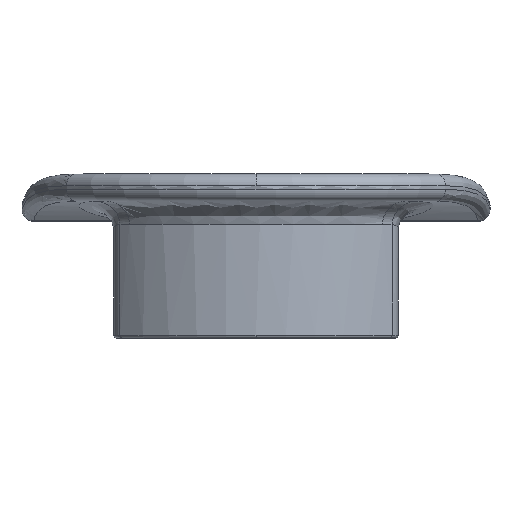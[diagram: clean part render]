
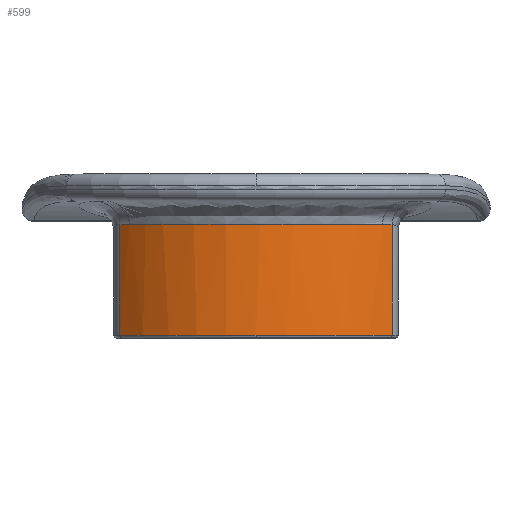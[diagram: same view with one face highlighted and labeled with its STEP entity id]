
A CAD part, top view. The second image highlights one B-rep face of the part: STEP entity #599.
In plain terms, the highlighted cylindrical face has radius 33 mm (diameter 66 mm), a partial arc.
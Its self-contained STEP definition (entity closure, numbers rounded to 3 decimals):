
#16 = CARTESIAN_POINT ( 'NONE',  ( 1.965, 19.4, 10.537 ) ) ;
#27 = CARTESIAN_POINT ( 'NONE',  ( -7.796, 19.4, 9.663 ) ) ;
#32 = AXIS2_PLACEMENT_3D ( 'NONE', #68, #694, #1023 ) ;
#45 = VERTEX_POINT ( 'NONE', #1377 ) ;
#49 = B_SPLINE_CURVE_WITH_KNOTS ( 'NONE', 3,
 ( #946, #1447, #653, #1294, #1882, #955, #1784, #2045, #16, #479, #1576, #27, #1092, #1565, #1939, #518, #782, #1428 ),
 .UNSPECIFIED., .F., .F.,
 ( 4, 2, 2, 2, 2, 2, 2, 2, 4 ),
 ( 0., 0.125, 0.25, 0.375, 0.5, 0.625, 0.75, 0.875, 1. ),
 .UNSPECIFIED. ) ;
#62 = EDGE_CURVE ( 'NONE', #45, #578, #282, .T. ) ;
#68 = CARTESIAN_POINT ( 'NONE',  ( 0., 28.002, -22.463 ) ) ;
#75 = CARTESIAN_POINT ( 'NONE',  ( 21.621, 19.4, 2.467 ) ) ;
#94 = EDGE_CURVE ( 'NONE', #786, #403, #49, .T. ) ;
#131 = VERTEX_POINT ( 'NONE', #188 ) ;
#154 = CARTESIAN_POINT ( 'NONE',  ( 0., 0.5, -22.463 ) ) ;
#163 = DIRECTION ( 'NONE',  ( 0., 0., 1. ) ) ;
#188 = CARTESIAN_POINT ( 'NONE',  ( -23.218, 19.374, 0.987 ) ) ;
#190 = CARTESIAN_POINT ( 'NONE',  ( -23.218, 19.374, 0.987 ) ) ;
#256 = DIRECTION ( 'NONE',  ( 0., 0., 1. ) ) ;
#262 = VECTOR ( 'NONE', #559, 1000. ) ;
#274 = CARTESIAN_POINT ( 'NONE',  ( 23.218, 28.002, 0.987 ) ) ;
#282 = CIRCLE ( 'NONE', #540, 33. ) ;
#290 = EDGE_CURVE ( 'NONE', #131, #45, #1680, .T. ) ;
#348 = EDGE_CURVE ( 'NONE', #1844, #389, #705, .T. ) ;
#386 = CARTESIAN_POINT ( 'NONE',  ( 22.188, 19.4, 1.975 ) ) ;
#389 = VERTEX_POINT ( 'NONE', #744 ) ;
#399 = CARTESIAN_POINT ( 'NONE',  ( 23.218, 19.373, 0.987 ) ) ;
#403 = VERTEX_POINT ( 'NONE', #1532 ) ;
#479 = CARTESIAN_POINT ( 'NONE',  ( -1.965, 19.4, 10.537 ) ) ;
#489 = ORIENTED_EDGE ( 'NONE', *, *, #290, .T. ) ;
#518 = CARTESIAN_POINT ( 'NONE',  ( -18.537, 19.4, 4.909 ) ) ;
#540 = AXIS2_PLACEMENT_3D ( 'NONE', #154, #796, #163 ) ;
#551 = DIRECTION ( 'NONE',  ( 0., -1., 0. ) ) ;
#559 = DIRECTION ( 'NONE',  ( 0., -1., 0. ) ) ;
#578 = VERTEX_POINT ( 'NONE', #1805 ) ;
#591 = CARTESIAN_POINT ( 'NONE',  ( 0., 0.5, -22.463 ) ) ;
#599 = ADVANCED_FACE ( 'NONE', ( #1477 ), #840, .T. ) ;
#612 = B_SPLINE_CURVE_WITH_KNOTS ( 'NONE', 3,
 ( #1304, #1922, #1431, #190 ),
 .UNSPECIFIED., .F., .F.,
 ( 4, 4 ),
 ( 0., 1. ),
 .UNSPECIFIED. ) ;
#653 = CARTESIAN_POINT ( 'NONE',  ( 18.537, 19.4, 4.909 ) ) ;
#694 = DIRECTION ( 'NONE',  ( 0., -1., 0. ) ) ;
#705 = LINE ( 'NONE', #274, #793 ) ;
#744 = CARTESIAN_POINT ( 'NONE',  ( 23.218, 0.5, 0.987 ) ) ;
#782 = CARTESIAN_POINT ( 'NONE',  ( -20.137, 19.4, 3.754 ) ) ;
#786 = VERTEX_POINT ( 'NONE', #75 ) ;
#793 = VECTOR ( 'NONE', #551, 1000. ) ;
#796 = DIRECTION ( 'NONE',  ( 0., 1., 0. ) ) ;
#840 = CYLINDRICAL_SURFACE ( 'NONE', #32, 33. ) ;
#859 = ORIENTED_EDGE ( 'NONE', *, *, #1751, .T. ) ;
#863 = CARTESIAN_POINT ( 'NONE',  ( 22.72, 19.391, 1.48 ) ) ;
#905 = EDGE_CURVE ( 'NONE', #578, #389, #2033, .T. ) ;
#946 = CARTESIAN_POINT ( 'NONE',  ( 21.621, 19.4, 2.467 ) ) ;
#955 = CARTESIAN_POINT ( 'NONE',  ( 9.698, 19.4, 9.141 ) ) ;
#970 = EDGE_LOOP ( 'NONE', ( #1031, #859, #489, #1886, #1615, #1495, #1053 ) ) ;
#1023 = DIRECTION ( 'NONE',  ( 0., 0., -1. ) ) ;
#1031 = ORIENTED_EDGE ( 'NONE', *, *, #94, .T. ) ;
#1053 = ORIENTED_EDGE ( 'NONE', *, *, #1359, .T. ) ;
#1092 = CARTESIAN_POINT ( 'NONE',  ( -9.698, 19.4, 9.141 ) ) ;
#1280 = AXIS2_PLACEMENT_3D ( 'NONE', #591, #1695, #256 ) ;
#1294 = CARTESIAN_POINT ( 'NONE',  ( 15.159, 19.4, 6.915 ) ) ;
#1304 = CARTESIAN_POINT ( 'NONE',  ( -21.621, 19.4, 2.467 ) ) ;
#1311 = CARTESIAN_POINT ( 'NONE',  ( 23.218, 19.373, 0.987 ) ) ;
#1359 = EDGE_CURVE ( 'NONE', #1844, #786, #1851, .T. ) ;
#1361 = CARTESIAN_POINT ( 'NONE',  ( -23.218, 28.002, 0.987 ) ) ;
#1377 = CARTESIAN_POINT ( 'NONE',  ( -23.218, 0.5, 0.987 ) ) ;
#1428 = CARTESIAN_POINT ( 'NONE',  ( -21.621, 19.4, 2.467 ) ) ;
#1431 = CARTESIAN_POINT ( 'NONE',  ( -22.72, 19.391, 1.48 ) ) ;
#1447 = CARTESIAN_POINT ( 'NONE',  ( 20.137, 19.4, 3.754 ) ) ;
#1477 = FACE_OUTER_BOUND ( 'NONE', #970, .T. ) ;
#1495 = ORIENTED_EDGE ( 'NONE', *, *, #348, .F. ) ;
#1532 = CARTESIAN_POINT ( 'NONE',  ( -21.621, 19.4, 2.467 ) ) ;
#1565 = CARTESIAN_POINT ( 'NONE',  ( -13.38, 19.4, 7.767 ) ) ;
#1576 = CARTESIAN_POINT ( 'NONE',  ( -3.929, 19.4, 10.361 ) ) ;
#1615 = ORIENTED_EDGE ( 'NONE', *, *, #905, .T. ) ;
#1640 = CARTESIAN_POINT ( 'NONE',  ( 21.621, 19.4, 2.467 ) ) ;
#1680 = LINE ( 'NONE', #1361, #262 ) ;
#1695 = DIRECTION ( 'NONE',  ( 0., 1., 0. ) ) ;
#1751 = EDGE_CURVE ( 'NONE', #403, #131, #612, .T. ) ;
#1784 = CARTESIAN_POINT ( 'NONE',  ( 7.796, 19.4, 9.663 ) ) ;
#1805 = CARTESIAN_POINT ( 'NONE',  ( 0., 0.5, 10.537 ) ) ;
#1844 = VERTEX_POINT ( 'NONE', #399 ) ;
#1851 = B_SPLINE_CURVE_WITH_KNOTS ( 'NONE', 3,
 ( #1311, #863, #386, #1640 ),
 .UNSPECIFIED., .F., .F.,
 ( 4, 4 ),
 ( 0., 1. ),
 .UNSPECIFIED. ) ;
#1882 = CARTESIAN_POINT ( 'NONE',  ( 13.38, 19.4, 7.767 ) ) ;
#1886 = ORIENTED_EDGE ( 'NONE', *, *, #62, .T. ) ;
#1922 = CARTESIAN_POINT ( 'NONE',  ( -22.188, 19.4, 1.975 ) ) ;
#1939 = CARTESIAN_POINT ( 'NONE',  ( -15.159, 19.4, 6.915 ) ) ;
#2033 = CIRCLE ( 'NONE', #1280, 33. ) ;
#2045 = CARTESIAN_POINT ( 'NONE',  ( 3.929, 19.4, 10.361 ) ) ;
